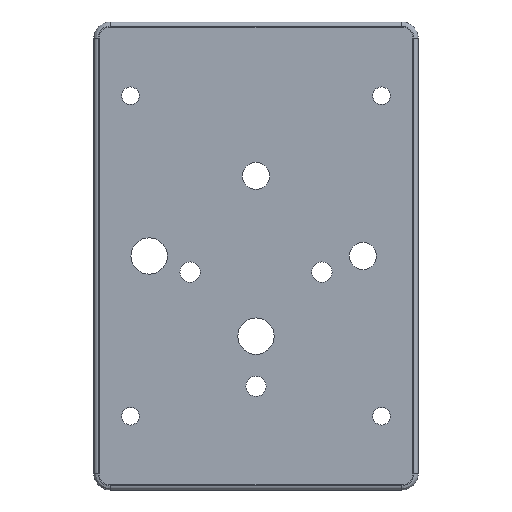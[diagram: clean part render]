
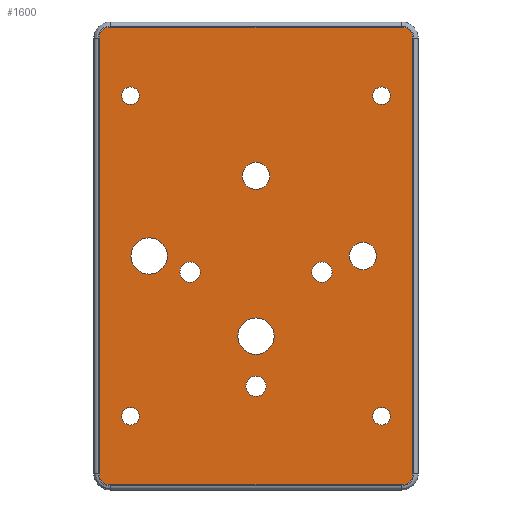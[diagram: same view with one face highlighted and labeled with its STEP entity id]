
A CAD part, front view. The second image highlights one B-rep face of the part: STEP entity #1600.
In plain terms, the highlighted planar face has unit normal (0, -1, 0).
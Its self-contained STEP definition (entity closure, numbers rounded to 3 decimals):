
#185=CARTESIAN_POINT('',(27.35,0.,-40.8));
#186=DIRECTION('',(0.,-1.,0.));
#187=DIRECTION('',(0.,0.,-1.));
#188=AXIS2_PLACEMENT_3D('',#185,#186,#187);
#190=DIRECTION('',(1.,0.,0.));
#191=VECTOR('',#190,54.7);
#192=CARTESIAN_POINT('',(-27.35,0.,-42.8));
#193=LINE('',#192,#191);
#194=CARTESIAN_POINT('',(-27.35,0.,-40.8));
#195=DIRECTION('',(0.,-1.,0.));
#196=DIRECTION('',(-1.,0.,0.));
#197=AXIS2_PLACEMENT_3D('',#194,#195,#196);
#199=DIRECTION('',(0.,0.,-1.));
#200=VECTOR('',#199,81.6);
#201=CARTESIAN_POINT('',(-29.35,0.,40.8));
#202=LINE('',#201,#200);
#203=CARTESIAN_POINT('',(-27.35,0.,40.8));
#204=DIRECTION('',(0.,-1.,0.));
#205=DIRECTION('',(0.,0.,1.));
#206=AXIS2_PLACEMENT_3D('',#203,#204,#205);
#208=DIRECTION('',(-1.,0.,0.));
#209=VECTOR('',#208,54.7);
#210=CARTESIAN_POINT('',(27.35,0.,42.8));
#211=LINE('',#210,#209);
#212=CARTESIAN_POINT('',(27.35,0.,40.8));
#213=DIRECTION('',(0.,-1.,0.));
#214=DIRECTION('',(1.,0.,0.));
#215=AXIS2_PLACEMENT_3D('',#212,#213,#214);
#217=DIRECTION('',(0.,0.,1.));
#218=VECTOR('',#217,81.6);
#219=CARTESIAN_POINT('',(29.35,0.,-40.8));
#220=LINE('',#219,#218);
#221=CARTESIAN_POINT('',(-23.5,0.,-30.));
#222=DIRECTION('',(0.,1.,0.));
#223=DIRECTION('',(1.,0.,0.));
#224=AXIS2_PLACEMENT_3D('',#221,#222,#223);
#226=CARTESIAN_POINT('',(-23.5,0.,-30.));
#227=DIRECTION('',(0.,1.,0.));
#228=DIRECTION('',(-1.,0.,0.));
#229=AXIS2_PLACEMENT_3D('',#226,#227,#228);
#231=CARTESIAN_POINT('',(-23.5,0.,30.));
#232=DIRECTION('',(0.,1.,0.));
#233=DIRECTION('',(1.,0.,0.));
#234=AXIS2_PLACEMENT_3D('',#231,#232,#233);
#236=CARTESIAN_POINT('',(-23.5,0.,30.));
#237=DIRECTION('',(0.,1.,0.));
#238=DIRECTION('',(-1.,0.,0.));
#239=AXIS2_PLACEMENT_3D('',#236,#237,#238);
#241=CARTESIAN_POINT('',(23.5,0.,30.));
#242=DIRECTION('',(0.,1.,0.));
#243=DIRECTION('',(1.,0.,0.));
#244=AXIS2_PLACEMENT_3D('',#241,#242,#243);
#246=CARTESIAN_POINT('',(23.5,0.,30.));
#247=DIRECTION('',(0.,1.,0.));
#248=DIRECTION('',(-1.,0.,0.));
#249=AXIS2_PLACEMENT_3D('',#246,#247,#248);
#251=CARTESIAN_POINT('',(23.5,0.,-30.));
#252=DIRECTION('',(0.,1.,0.));
#253=DIRECTION('',(1.,0.,0.));
#254=AXIS2_PLACEMENT_3D('',#251,#252,#253);
#256=CARTESIAN_POINT('',(23.5,0.,-30.));
#257=DIRECTION('',(0.,1.,0.));
#258=DIRECTION('',(-1.,0.,0.));
#259=AXIS2_PLACEMENT_3D('',#256,#257,#258);
#261=CARTESIAN_POINT('',(0.,0.,-24.4));
#262=DIRECTION('',(0.,1.,0.));
#263=DIRECTION('',(1.,0.,0.));
#264=AXIS2_PLACEMENT_3D('',#261,#262,#263);
#266=CARTESIAN_POINT('',(0.,0.,-24.4));
#267=DIRECTION('',(0.,1.,0.));
#268=DIRECTION('',(-1.,0.,0.));
#269=AXIS2_PLACEMENT_3D('',#266,#267,#268);
#271=CARTESIAN_POINT('',(-12.35,0.,-3.));
#272=DIRECTION('',(0.,1.,0.));
#273=DIRECTION('',(1.,0.,0.));
#274=AXIS2_PLACEMENT_3D('',#271,#272,#273);
#276=CARTESIAN_POINT('',(-12.35,0.,-3.));
#277=DIRECTION('',(0.,1.,0.));
#278=DIRECTION('',(-1.,0.,0.));
#279=AXIS2_PLACEMENT_3D('',#276,#277,#278);
#281=CARTESIAN_POINT('',(12.35,0.,-3.));
#282=DIRECTION('',(0.,1.,0.));
#283=DIRECTION('',(1.,0.,0.));
#284=AXIS2_PLACEMENT_3D('',#281,#282,#283);
#286=CARTESIAN_POINT('',(12.35,0.,-3.));
#287=DIRECTION('',(0.,1.,0.));
#288=DIRECTION('',(-1.,0.,0.));
#289=AXIS2_PLACEMENT_3D('',#286,#287,#288);
#291=CARTESIAN_POINT('',(20.,0.,0.));
#292=DIRECTION('',(0.,1.,0.));
#293=DIRECTION('',(1.,0.,0.));
#294=AXIS2_PLACEMENT_3D('',#291,#292,#293);
#296=CARTESIAN_POINT('',(20.,0.,0.));
#297=DIRECTION('',(0.,1.,0.));
#298=DIRECTION('',(-1.,0.,0.));
#299=AXIS2_PLACEMENT_3D('',#296,#297,#298);
#301=CARTESIAN_POINT('',(0.,0.,15.));
#302=DIRECTION('',(0.,1.,0.));
#303=DIRECTION('',(1.,0.,0.));
#304=AXIS2_PLACEMENT_3D('',#301,#302,#303);
#306=CARTESIAN_POINT('',(0.,0.,15.));
#307=DIRECTION('',(0.,1.,0.));
#308=DIRECTION('',(-1.,0.,0.));
#309=AXIS2_PLACEMENT_3D('',#306,#307,#308);
#311=CARTESIAN_POINT('',(-20.,0.,0.));
#312=DIRECTION('',(0.,1.,0.));
#313=DIRECTION('',(1.,0.,0.));
#314=AXIS2_PLACEMENT_3D('',#311,#312,#313);
#316=CARTESIAN_POINT('',(-20.,0.,0.));
#317=DIRECTION('',(0.,1.,0.));
#318=DIRECTION('',(-1.,0.,0.));
#319=AXIS2_PLACEMENT_3D('',#316,#317,#318);
#321=CARTESIAN_POINT('',(0.,0.,-15.));
#322=DIRECTION('',(0.,1.,0.));
#323=DIRECTION('',(1.,0.,0.));
#324=AXIS2_PLACEMENT_3D('',#321,#322,#323);
#326=CARTESIAN_POINT('',(0.,0.,-15.));
#327=DIRECTION('',(0.,1.,0.));
#328=DIRECTION('',(-1.,0.,0.));
#329=AXIS2_PLACEMENT_3D('',#326,#327,#328);
#1001=CARTESIAN_POINT('',(27.35,0.,-42.8));
#1003=VERTEX_POINT('',#1001);
#1005=CARTESIAN_POINT('',(29.35,0.,-40.8));
#1006=VERTEX_POINT('',#1005);
#1009=CARTESIAN_POINT('',(29.35,0.,40.8));
#1011=VERTEX_POINT('',#1009);
#1013=CARTESIAN_POINT('',(27.35,0.,42.8));
#1014=VERTEX_POINT('',#1013);
#1017=CARTESIAN_POINT('',(-27.35,0.,42.8));
#1019=VERTEX_POINT('',#1017);
#1021=CARTESIAN_POINT('',(-29.35,0.,40.8));
#1022=VERTEX_POINT('',#1021);
#1025=CARTESIAN_POINT('',(-29.35,0.,-40.8));
#1027=VERTEX_POINT('',#1025);
#1029=CARTESIAN_POINT('',(-27.35,0.,-42.8));
#1030=VERTEX_POINT('',#1029);
#1037=CARTESIAN_POINT('',(-21.85,0.,-30.));
#1038=CARTESIAN_POINT('',(-25.15,0.,-30.));
#1039=VERTEX_POINT('',#1037);
#1040=VERTEX_POINT('',#1038);
#1041=CARTESIAN_POINT('',(-21.85,0.,30.));
#1042=CARTESIAN_POINT('',(-25.15,0.,30.));
#1043=VERTEX_POINT('',#1041);
#1044=VERTEX_POINT('',#1042);
#1045=CARTESIAN_POINT('',(25.15,0.,30.));
#1046=CARTESIAN_POINT('',(21.85,0.,30.));
#1047=VERTEX_POINT('',#1045);
#1048=VERTEX_POINT('',#1046);
#1049=CARTESIAN_POINT('',(25.15,0.,-30.));
#1050=CARTESIAN_POINT('',(21.85,0.,-30.));
#1051=VERTEX_POINT('',#1049);
#1052=VERTEX_POINT('',#1050);
#1097=CARTESIAN_POINT('',(1.9,0.,-24.4));
#1098=CARTESIAN_POINT('',(-1.9,0.,-24.4));
#1099=VERTEX_POINT('',#1097);
#1100=VERTEX_POINT('',#1098);
#1101=CARTESIAN_POINT('',(-10.45,0.,-3.));
#1102=CARTESIAN_POINT('',(-14.25,0.,-3.));
#1103=VERTEX_POINT('',#1101);
#1104=VERTEX_POINT('',#1102);
#1105=CARTESIAN_POINT('',(14.25,0.,-3.));
#1106=CARTESIAN_POINT('',(10.45,0.,-3.));
#1107=VERTEX_POINT('',#1105);
#1108=VERTEX_POINT('',#1106);
#1117=CARTESIAN_POINT('',(22.55,0.,0.));
#1118=CARTESIAN_POINT('',(17.45,0.,0.));
#1119=VERTEX_POINT('',#1117);
#1120=VERTEX_POINT('',#1118);
#1121=CARTESIAN_POINT('',(2.55,0.,15.));
#1122=CARTESIAN_POINT('',(-2.55,0.,15.));
#1123=VERTEX_POINT('',#1121);
#1124=VERTEX_POINT('',#1122);
#1133=CARTESIAN_POINT('',(-16.6,0.,0.));
#1134=CARTESIAN_POINT('',(-23.4,0.,0.));
#1135=VERTEX_POINT('',#1133);
#1136=VERTEX_POINT('',#1134);
#1137=CARTESIAN_POINT('',(3.4,0.,-15.));
#1138=CARTESIAN_POINT('',(-3.4,0.,-15.));
#1139=VERTEX_POINT('',#1137);
#1140=VERTEX_POINT('',#1138);
#1519=CARTESIAN_POINT('',(0.,0.,0.));
#1520=DIRECTION('',(0.,1.,0.));
#1521=DIRECTION('',(0.,0.,1.));
#1522=AXIS2_PLACEMENT_3D('',#1519,#1520,#1521);
#1523=PLANE('',#1522);
#1524=ORIENTED_EDGE('',*,*,#1429,.F.);
#1525=ORIENTED_EDGE('',*,*,#1445,.F.);
#1526=ORIENTED_EDGE('',*,*,#1457,.F.);
#1527=ORIENTED_EDGE('',*,*,#1471,.F.);
#1528=ORIENTED_EDGE('',*,*,#1485,.F.);
#1529=ORIENTED_EDGE('',*,*,#1499,.F.);
#1530=ORIENTED_EDGE('',*,*,#1512,.F.);
#1531=ORIENTED_EDGE('',*,*,#1414,.F.);
#1532=EDGE_LOOP('',(#1524,#1525,#1526,#1527,#1528,#1529,#1530,#1531));
#1533=FACE_OUTER_BOUND('',#1532,.F.);
#1535=ORIENTED_EDGE('',*,*,#1534,.F.);
#1537=ORIENTED_EDGE('',*,*,#1536,.F.);
#1538=EDGE_LOOP('',(#1535,#1537));
#1539=FACE_BOUND('',#1538,.F.);
#1541=ORIENTED_EDGE('',*,*,#1540,.F.);
#1543=ORIENTED_EDGE('',*,*,#1542,.F.);
#1544=EDGE_LOOP('',(#1541,#1543));
#1545=FACE_BOUND('',#1544,.F.);
#1547=ORIENTED_EDGE('',*,*,#1546,.F.);
#1549=ORIENTED_EDGE('',*,*,#1548,.F.);
#1550=EDGE_LOOP('',(#1547,#1549));
#1551=FACE_BOUND('',#1550,.F.);
#1553=ORIENTED_EDGE('',*,*,#1552,.F.);
#1555=ORIENTED_EDGE('',*,*,#1554,.F.);
#1556=EDGE_LOOP('',(#1553,#1555));
#1557=FACE_BOUND('',#1556,.F.);
#1559=ORIENTED_EDGE('',*,*,#1558,.F.);
#1561=ORIENTED_EDGE('',*,*,#1560,.F.);
#1562=EDGE_LOOP('',(#1559,#1561));
#1563=FACE_BOUND('',#1562,.F.);
#1565=ORIENTED_EDGE('',*,*,#1564,.F.);
#1567=ORIENTED_EDGE('',*,*,#1566,.F.);
#1568=EDGE_LOOP('',(#1565,#1567));
#1569=FACE_BOUND('',#1568,.F.);
#1571=ORIENTED_EDGE('',*,*,#1570,.F.);
#1573=ORIENTED_EDGE('',*,*,#1572,.F.);
#1574=EDGE_LOOP('',(#1571,#1573));
#1575=FACE_BOUND('',#1574,.F.);
#1577=ORIENTED_EDGE('',*,*,#1576,.F.);
#1579=ORIENTED_EDGE('',*,*,#1578,.F.);
#1580=EDGE_LOOP('',(#1577,#1579));
#1581=FACE_BOUND('',#1580,.F.);
#1583=ORIENTED_EDGE('',*,*,#1582,.F.);
#1585=ORIENTED_EDGE('',*,*,#1584,.F.);
#1586=EDGE_LOOP('',(#1583,#1585));
#1587=FACE_BOUND('',#1586,.F.);
#1589=ORIENTED_EDGE('',*,*,#1588,.F.);
#1591=ORIENTED_EDGE('',*,*,#1590,.F.);
#1592=EDGE_LOOP('',(#1589,#1591));
#1593=FACE_BOUND('',#1592,.F.);
#1595=ORIENTED_EDGE('',*,*,#1594,.F.);
#1597=ORIENTED_EDGE('',*,*,#1596,.F.);
#1598=EDGE_LOOP('',(#1595,#1597));
#1599=FACE_BOUND('',#1598,.F.);
#1600=ADVANCED_FACE('',(#1533,#1539,#1545,#1551,#1557,#1563,#1569,#1575,#1581,
#1587,#1593,#1599),#1523,.F.);
#189=CIRCLE('',#188,2.);
#198=CIRCLE('',#197,2.);
#207=CIRCLE('',#206,2.);
#216=CIRCLE('',#215,2.);
#225=CIRCLE('',#224,1.65);
#230=CIRCLE('',#229,1.65);
#235=CIRCLE('',#234,1.65);
#240=CIRCLE('',#239,1.65);
#245=CIRCLE('',#244,1.65);
#250=CIRCLE('',#249,1.65);
#255=CIRCLE('',#254,1.65);
#260=CIRCLE('',#259,1.65);
#265=CIRCLE('',#264,1.9);
#270=CIRCLE('',#269,1.9);
#275=CIRCLE('',#274,1.9);
#280=CIRCLE('',#279,1.9);
#285=CIRCLE('',#284,1.9);
#290=CIRCLE('',#289,1.9);
#295=CIRCLE('',#294,2.55);
#300=CIRCLE('',#299,2.55);
#305=CIRCLE('',#304,2.55);
#310=CIRCLE('',#309,2.55);
#315=CIRCLE('',#314,3.4);
#320=CIRCLE('',#319,3.4);
#325=CIRCLE('',#324,3.4);
#330=CIRCLE('',#329,3.4);
#1414=EDGE_CURVE('',#1006,#1011,#220,.T.);
#1429=EDGE_CURVE('',#1003,#1006,#189,.T.);
#1445=EDGE_CURVE('',#1030,#1003,#193,.T.);
#1457=EDGE_CURVE('',#1027,#1030,#198,.T.);
#1471=EDGE_CURVE('',#1022,#1027,#202,.T.);
#1485=EDGE_CURVE('',#1019,#1022,#207,.T.);
#1499=EDGE_CURVE('',#1014,#1019,#211,.T.);
#1512=EDGE_CURVE('',#1011,#1014,#216,.T.);
#1534=EDGE_CURVE('',#1039,#1040,#225,.T.);
#1536=EDGE_CURVE('',#1040,#1039,#230,.T.);
#1540=EDGE_CURVE('',#1043,#1044,#235,.T.);
#1542=EDGE_CURVE('',#1044,#1043,#240,.T.);
#1546=EDGE_CURVE('',#1047,#1048,#245,.T.);
#1548=EDGE_CURVE('',#1048,#1047,#250,.T.);
#1552=EDGE_CURVE('',#1051,#1052,#255,.T.);
#1554=EDGE_CURVE('',#1052,#1051,#260,.T.);
#1558=EDGE_CURVE('',#1099,#1100,#265,.T.);
#1560=EDGE_CURVE('',#1100,#1099,#270,.T.);
#1564=EDGE_CURVE('',#1103,#1104,#275,.T.);
#1566=EDGE_CURVE('',#1104,#1103,#280,.T.);
#1570=EDGE_CURVE('',#1107,#1108,#285,.T.);
#1572=EDGE_CURVE('',#1108,#1107,#290,.T.);
#1576=EDGE_CURVE('',#1119,#1120,#295,.T.);
#1578=EDGE_CURVE('',#1120,#1119,#300,.T.);
#1582=EDGE_CURVE('',#1123,#1124,#305,.T.);
#1584=EDGE_CURVE('',#1124,#1123,#310,.T.);
#1588=EDGE_CURVE('',#1135,#1136,#315,.T.);
#1590=EDGE_CURVE('',#1136,#1135,#320,.T.);
#1594=EDGE_CURVE('',#1139,#1140,#325,.T.);
#1596=EDGE_CURVE('',#1140,#1139,#330,.T.);
